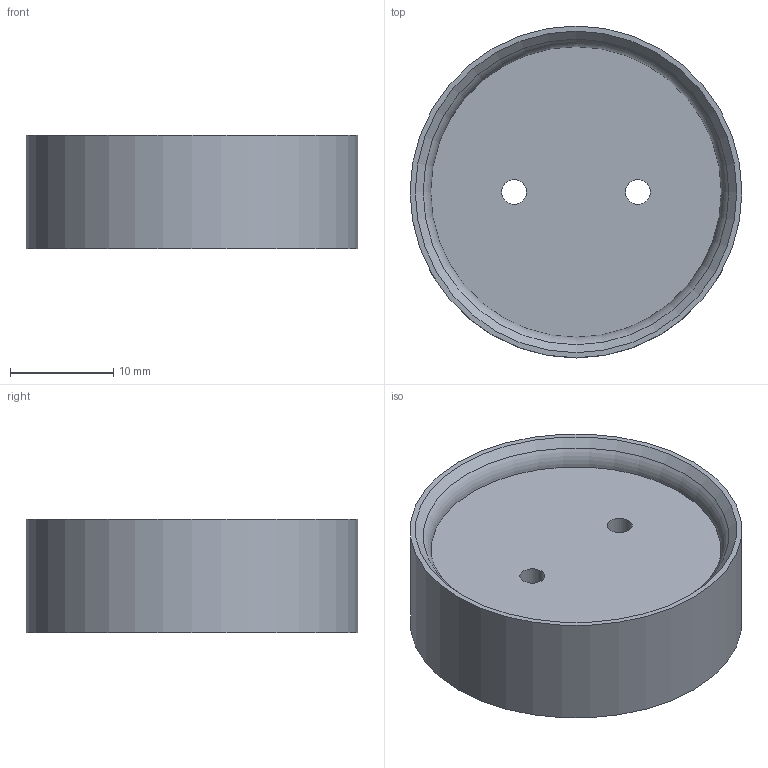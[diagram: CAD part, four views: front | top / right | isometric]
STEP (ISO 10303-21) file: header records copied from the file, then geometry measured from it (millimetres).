
FILE_DESCRIPTION(/* description */ (''),/* implementation_level */ '2;1');
FILE_NAME(/* name */ 'Drone Leg v1.step',/* time_stamp */ '2025-01-07T22:02:46+02:00',/* author */ (''),/* organization */ (''),/* preprocessor_version */ 'ST-DEVELOPER v20',/* originating_system */ 'Autodesk Translation Framework v13.20.0.188',/* authorisation */ '');
FILE_SCHEMA (('AUTOMOTIVE_DESIGN { 1 0 10303 214 3 1 1 }'));
Length unit declared in the file: millimetre
Products named in the file (1): Drone Leg
Bounding box: 32.2 x 32.2 x 11 mm (x, y, z)
Volume: 7037.3 mm3; surface area: 3083.2 mm2
Topology: 1 solids, 1 shells, 12 faces, 21 edges, 14 vertices
Faces by surface type: plane 5, cylinder 5, torus 1, cone 1
Full cylindrical faces by diameter (mm): 2.4 x2, 4.7 x2, 32.2 x1
Entity records: 341 total; most frequent: DIRECTION 62, CARTESIAN_POINT 48, ORIENTED_EDGE 42, AXIS2_PLACEMENT_3D 28, EDGE_CURVE 21, EDGE_LOOP 19, CIRCLE 15, VERTEX_POINT 14
